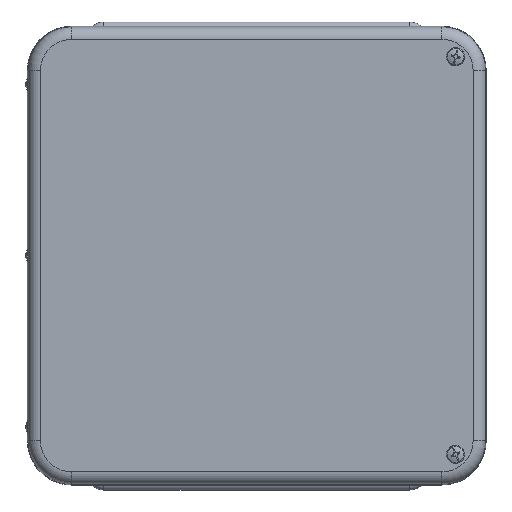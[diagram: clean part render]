
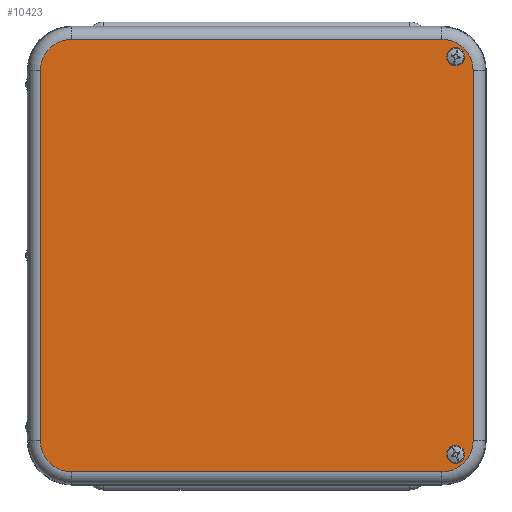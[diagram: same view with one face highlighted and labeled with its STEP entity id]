
A CAD part, top view. The second image highlights one B-rep face of the part: STEP entity #10423.
In plain terms, the highlighted planar face has unit normal (0, 0, 1).
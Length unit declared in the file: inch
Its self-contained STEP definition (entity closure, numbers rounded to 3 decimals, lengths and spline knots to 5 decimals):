
#873=LINE($,#20845,#1499);
#875=LINE($,#20865,#1501);
#878=LINE($,#20872,#1504);
#880=LINE($,#20887,#1506);
#1499=VECTOR($,#14614,7.563);
#1501=VECTOR($,#14638,7.563);
#1504=VECTOR($,#14645,7.563);
#1506=VECTOR($,#14665,7.563);
#1747=PLANE($,#11660);
#2299=FACE_BOUND($,#3773,.T.);
#2300=FACE_BOUND($,#3774,.T.);
#2912=FACE_OUTER_BOUND($,#3772,.T.);
#3772=EDGE_LOOP($,(#9364,#9365,#9366,#9367,#9368,#9369,#9370,#9371));
#3773=EDGE_LOOP($,(#9372));
#3774=EDGE_LOOP($,(#9373));
#4460=CIRCLE($,#11586,0.117);
#4462=CIRCLE($,#11589,0.117);
#4484=CIRCLE($,#11635,0.63839);
#4488=CIRCLE($,#11640,0.63839);
#4492=CIRCLE($,#11647,0.63839);
#4496=CIRCLE($,#11652,0.63839);
#5388=VERTEX_POINT($,#20751);
#5390=VERTEX_POINT($,#20756);
#5419=VERTEX_POINT($,#20842);
#5420=VERTEX_POINT($,#20844);
#5423=VERTEX_POINT($,#20851);
#5424=VERTEX_POINT($,#20856);
#5427=VERTEX_POINT($,#20863);
#5428=VERTEX_POINT($,#20868);
#5431=VERTEX_POINT($,#20875);
#5432=VERTEX_POINT($,#20880);
#6722=EDGE_CURVE($,#5388,#5388,#4460,.T.);
#6724=EDGE_CURVE($,#5390,#5390,#4462,.T.);
#6765=EDGE_CURVE($,#5419,#5420,#873,.T.);
#6769=EDGE_CURVE($,#5423,#5419,#4484,.T.);
#6773=EDGE_CURVE($,#5420,#5424,#4488,.T.);
#6775=EDGE_CURVE($,#5427,#5423,#875,.T.);
#6779=EDGE_CURVE($,#5424,#5428,#878,.T.);
#6781=EDGE_CURVE($,#5431,#5427,#4492,.T.);
#6785=EDGE_CURVE($,#5428,#5432,#4496,.T.);
#6787=EDGE_CURVE($,#5432,#5431,#880,.T.);
#9364=ORIENTED_EDGE($,*,*,#6765,.F.);
#9365=ORIENTED_EDGE($,*,*,#6769,.F.);
#9366=ORIENTED_EDGE($,*,*,#6775,.F.);
#9367=ORIENTED_EDGE($,*,*,#6781,.F.);
#9368=ORIENTED_EDGE($,*,*,#6787,.F.);
#9369=ORIENTED_EDGE($,*,*,#6785,.F.);
#9370=ORIENTED_EDGE($,*,*,#6779,.F.);
#9371=ORIENTED_EDGE($,*,*,#6773,.F.);
#9372=ORIENTED_EDGE($,*,*,#6722,.T.);
#9373=ORIENTED_EDGE($,*,*,#6724,.T.);
#10423=ADVANCED_FACE($,(#2912,#2299,#2300),#1747,.T.);
#11586=AXIS2_PLACEMENT_3D($,#20752,#14507,#14508);
#11589=AXIS2_PLACEMENT_3D($,#20757,#14513,#14514);
#11635=AXIS2_PLACEMENT_3D($,#20853,#14622,#14623);
#11640=AXIS2_PLACEMENT_3D($,#20860,#14632,#14633);
#11647=AXIS2_PLACEMENT_3D($,#20877,#14650,#14651);
#11652=AXIS2_PLACEMENT_3D($,#20884,#14660,#14661);
#11660=AXIS2_PLACEMENT_3D($,#20906,#14685,#14686);
#14507=DIRECTION('center_axis',(0.,0.,-1.));
#14508=DIRECTION('ref_axis',(1.,0.,0.));
#14513=DIRECTION('center_axis',(0.,0.,-1.));
#14514=DIRECTION('ref_axis',(1.,0.,0.));
#14614=DIRECTION($,(1.,0.,0.));
#14622=DIRECTION('center_axis',(0.,0.,-1.));
#14623=DIRECTION('ref_axis',(-0.707,0.707,0.));
#14632=DIRECTION('center_axis',(0.,0.,-1.));
#14633=DIRECTION('ref_axis',(0.707,0.707,0.));
#14638=DIRECTION($,(0.,1.,0.));
#14645=DIRECTION($,(0.,-1.,0.));
#14650=DIRECTION('center_axis',(0.,0.,-1.));
#14651=DIRECTION('ref_axis',(-0.707,-0.707,0.));
#14660=DIRECTION('center_axis',(0.,0.,-1.));
#14661=DIRECTION('ref_axis',(0.707,-0.707,0.));
#14665=DIRECTION($,(-1.,0.,0.));
#14685=DIRECTION('center_axis',(0.,0.,1.));
#14686=DIRECTION('ref_axis',(1.,0.,0.));
#20751=CARTESIAN_POINT('',(4.1795,-4.0625,0.75));
#20752=CARTESIAN_POINT('Origin',(4.0625,-4.0625,0.75));
#20756=CARTESIAN_POINT('',(4.1795,4.0625,0.75));
#20757=CARTESIAN_POINT('Origin',(4.0625,4.0625,0.75));
#20842=CARTESIAN_POINT('',(-3.7815,4.41989,0.75));
#20844=CARTESIAN_POINT('',(3.7815,4.41989,0.75));
#20845=CARTESIAN_POINT($,(-3.7815,4.41989,0.75));
#20851=CARTESIAN_POINT('',(-4.41989,3.7815,0.75));
#20853=CARTESIAN_POINT('Origin',(-3.7815,3.7815,0.75));
#20856=CARTESIAN_POINT('',(4.41989,3.7815,0.75));
#20860=CARTESIAN_POINT('Origin',(3.7815,3.7815,0.75));
#20863=CARTESIAN_POINT('',(-4.41989,-3.7815,0.75));
#20865=CARTESIAN_POINT($,(-4.41989,-3.7815,0.75));
#20868=CARTESIAN_POINT('',(4.41989,-3.7815,0.75));
#20872=CARTESIAN_POINT($,(4.41989,3.7815,0.75));
#20875=CARTESIAN_POINT('',(-3.7815,-4.41989,0.75));
#20877=CARTESIAN_POINT('Origin',(-3.7815,-3.7815,0.75));
#20880=CARTESIAN_POINT('',(3.7815,-4.41989,0.75));
#20884=CARTESIAN_POINT('Origin',(3.7815,-3.7815,0.75));
#20887=CARTESIAN_POINT($,(3.7815,-4.41989,0.75));
#20906=CARTESIAN_POINT('Origin',(0.,0.,0.75));
